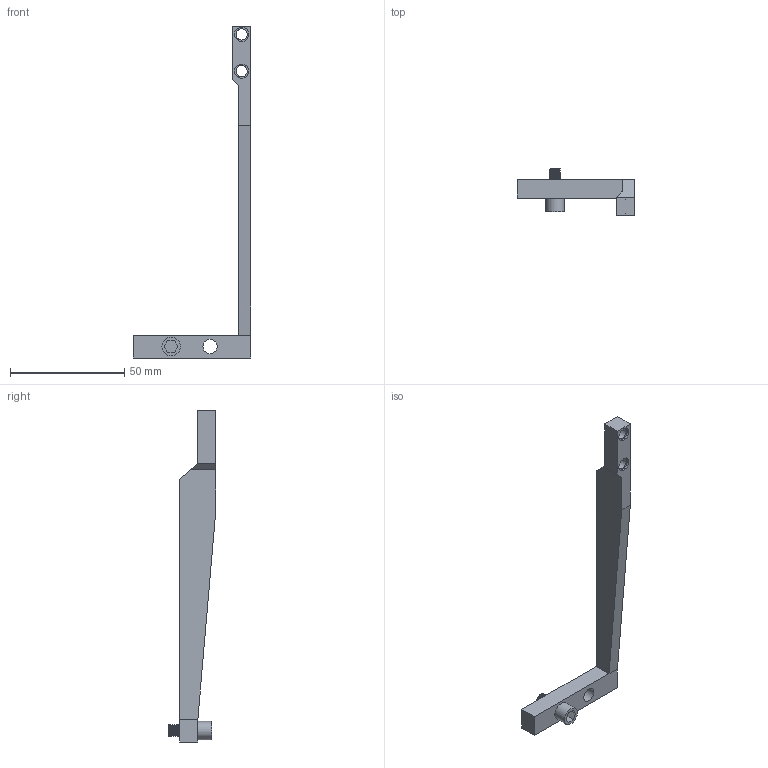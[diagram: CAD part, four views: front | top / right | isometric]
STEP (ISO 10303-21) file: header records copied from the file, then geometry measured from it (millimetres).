
FILE_DESCRIPTION(/* description */ (''),/* implementation_level */ '2;1');
FILE_NAME(/* name */ 'dotter to pen v5.step',/* time_stamp */ '2022-12-06T00:15:46-05:00',/* author */ (''),/* organization */ (''),/* preprocessor_version */ 'ST-DEVELOPER v19.2',/* originating_system */ 'Autodesk Translation Framework v11.17.0.187',/* authorisation */ '');
FILE_SCHEMA (('AUTOMOTIVE_DESIGN { 1 0 10303 214 3 1 1 }'));
Length unit declared in the file: millimetre
Products named in the file (3): dotter to pen; dot to pen; screw
Assembly tree (2 placements, depth 2):
  dotter to pen
    dot to pen
    screw
Bounding box: 51.25 x 20.9 x 144.99 mm (x, y, z)
Volume: 12435.2 mm3; surface area: 7675.3 mm2
Topology: 2 solids, 2 shells, 58 faces, 139 edges, 92 vertices
Faces by surface type: plane 29, cylinder 27, bspline 2
Full cylindrical faces by diameter (mm): 3.99 x2, 4.9 x2, 4.901 x4, 6 x1, 6.2 x6, 8 x1
Entity records: 2932 total; most frequent: CARTESIAN_POINT 1536, ORIENTED_EDGE 278, DIRECTION 247, EDGE_CURVE 139, VERTEX_POINT 92, AXIS2_PLACEMENT_3D 85, LINE 77, VECTOR 77
